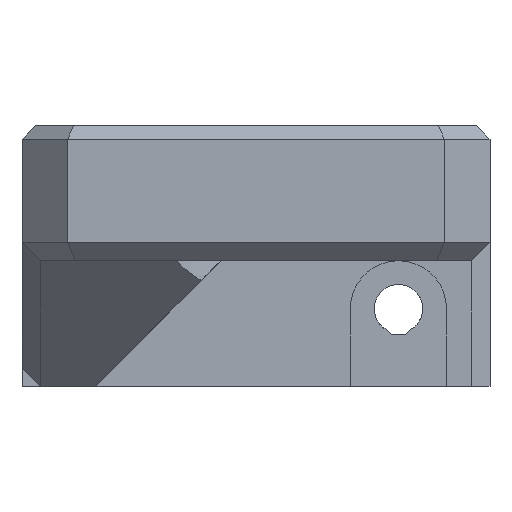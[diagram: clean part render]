
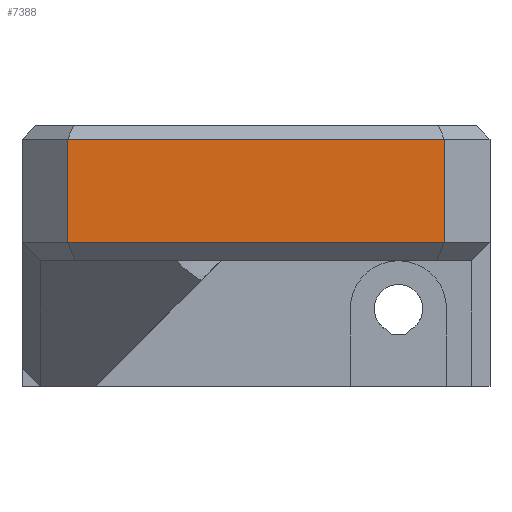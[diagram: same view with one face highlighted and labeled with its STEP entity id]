
A CAD part, front view. The second image highlights one B-rep face of the part: STEP entity #7388.
In plain terms, the highlighted planar face has unit normal (0, -1, 0).
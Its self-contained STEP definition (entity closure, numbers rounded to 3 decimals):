
#1561 = PLANE('',#1562);
#1562 = AXIS2_PLACEMENT_3D('',#1563,#1564,#1565);
#1563 = CARTESIAN_POINT('',(-155.,96.61,439.25));
#1564 = DIRECTION('',(0.,0.707,-0.707));
#1565 = DIRECTION('',(1.,0.,0.));
#2360 = PLANE('',#2361);
#2361 = AXIS2_PLACEMENT_3D('',#2362,#2363,#2364);
#2362 = CARTESIAN_POINT('',(-152.5,98.36,440.));
#2363 = DIRECTION('',(0.707,-0.707,0.));
#2364 = DIRECTION('',(0.,0.,-1.));
#4101 = PLANE('',#4102);
#4102 = AXIS2_PLACEMENT_3D('',#4103,#4104,#4105);
#4103 = CARTESIAN_POINT('',(-198.61,98.36,440.));
#4104 = DIRECTION('',(-0.707,-0.707,0.));
#4105 = DIRECTION('',(0.,0.,-1.));
#5428 = VERTEX_POINT('',#5429);
#5429 = CARTESIAN_POINT('',(-196.11,95.86,438.5));
#5502 = VERTEX_POINT('',#5503);
#5503 = CARTESIAN_POINT('',(-155.,95.86,438.5));
#5526 = EDGE_CURVE('',#5502,#5428,#5527,.T.);
#5527 = SURFACE_CURVE('',#5528,(#5532,#5539),.PCURVE_S1.);
#5528 = LINE('',#5529,#5530);
#5529 = CARTESIAN_POINT('',(-155.,95.86,438.5));
#5530 = VECTOR('',#5531,1.);
#5531 = DIRECTION('',(-1.,0.,0.));
#5532 = PCURVE('',#1561,#5533);
#5533 = DEFINITIONAL_REPRESENTATION('',(#5534),#5538);
#5534 = LINE('',#5535,#5536);
#5535 = CARTESIAN_POINT('',(0.,1.061));
#5536 = VECTOR('',#5537,1.);
#5537 = DIRECTION('',(-1.,0.));
#5538 = ( GEOMETRIC_REPRESENTATION_CONTEXT(2) 
PARAMETRIC_REPRESENTATION_CONTEXT() REPRESENTATION_CONTEXT('2D SPACE',''
  ) );
#5539 = PCURVE('',#5540,#5545);
#5540 = PLANE('',#5541);
#5541 = AXIS2_PLACEMENT_3D('',#5542,#5543,#5544);
#5542 = CARTESIAN_POINT('',(-150.,95.86,440.));
#5543 = DIRECTION('',(0.,1.,0.));
#5544 = DIRECTION('',(-1.,0.,0.));
#5545 = DEFINITIONAL_REPRESENTATION('',(#5546),#5550);
#5546 = LINE('',#5547,#5548);
#5547 = CARTESIAN_POINT('',(5.,-1.5));
#5548 = VECTOR('',#5549,1.);
#5549 = DIRECTION('',(1.,0.));
#5550 = ( GEOMETRIC_REPRESENTATION_CONTEXT(2) 
PARAMETRIC_REPRESENTATION_CONTEXT() REPRESENTATION_CONTEXT('2D SPACE',''
  ) );
#6097 = EDGE_CURVE('',#5502,#6098,#6100,.T.);
#6098 = VERTEX_POINT('',#6099);
#6099 = CARTESIAN_POINT('',(-155.,95.86,427.24));
#6100 = SURFACE_CURVE('',#6101,(#6105,#6112),.PCURVE_S1.);
#6101 = LINE('',#6102,#6103);
#6102 = CARTESIAN_POINT('',(-155.,95.86,440.));
#6103 = VECTOR('',#6104,1.);
#6104 = DIRECTION('',(0.,0.,-1.));
#6105 = PCURVE('',#2360,#6106);
#6106 = DEFINITIONAL_REPRESENTATION('',(#6107),#6111);
#6107 = LINE('',#6108,#6109);
#6108 = CARTESIAN_POINT('',(0.,-3.536));
#6109 = VECTOR('',#6110,1.);
#6110 = DIRECTION('',(1.,0.));
#6111 = ( GEOMETRIC_REPRESENTATION_CONTEXT(2) 
PARAMETRIC_REPRESENTATION_CONTEXT() REPRESENTATION_CONTEXT('2D SPACE',''
  ) );
#6112 = PCURVE('',#5540,#6113);
#6113 = DEFINITIONAL_REPRESENTATION('',(#6114),#6118);
#6114 = LINE('',#6115,#6116);
#6115 = CARTESIAN_POINT('',(5.,0.));
#6116 = VECTOR('',#6117,1.);
#6117 = DIRECTION('',(0.,-1.));
#6118 = ( GEOMETRIC_REPRESENTATION_CONTEXT(2) 
PARAMETRIC_REPRESENTATION_CONTEXT() REPRESENTATION_CONTEXT('2D SPACE',''
  ) );
#6565 = PLANE('',#6566);
#6566 = AXIS2_PLACEMENT_3D('',#6567,#6568,#6569);
#6567 = CARTESIAN_POINT('',(-196.11,96.86,426.24));
#6568 = DIRECTION('',(0.,0.707,0.707));
#6569 = DIRECTION('',(1.,0.,0.));
#7311 = VERTEX_POINT('',#7312);
#7312 = CARTESIAN_POINT('',(-196.11,95.86,427.24));
#7333 = EDGE_CURVE('',#5428,#7311,#7334,.T.);
#7334 = SURFACE_CURVE('',#7335,(#7339,#7346),.PCURVE_S1.);
#7335 = LINE('',#7336,#7337);
#7336 = CARTESIAN_POINT('',(-196.11,95.86,440.));
#7337 = VECTOR('',#7338,1.);
#7338 = DIRECTION('',(0.,0.,-1.));
#7339 = PCURVE('',#4101,#7340);
#7340 = DEFINITIONAL_REPRESENTATION('',(#7341),#7345);
#7341 = LINE('',#7342,#7343);
#7342 = CARTESIAN_POINT('',(-0.,3.536));
#7343 = VECTOR('',#7344,1.);
#7344 = DIRECTION('',(1.,0.));
#7345 = ( GEOMETRIC_REPRESENTATION_CONTEXT(2) 
PARAMETRIC_REPRESENTATION_CONTEXT() REPRESENTATION_CONTEXT('2D SPACE',''
  ) );
#7346 = PCURVE('',#5540,#7347);
#7347 = DEFINITIONAL_REPRESENTATION('',(#7348),#7352);
#7348 = LINE('',#7349,#7350);
#7349 = CARTESIAN_POINT('',(46.11,0.));
#7350 = VECTOR('',#7351,1.);
#7351 = DIRECTION('',(0.,-1.));
#7352 = ( GEOMETRIC_REPRESENTATION_CONTEXT(2) 
PARAMETRIC_REPRESENTATION_CONTEXT() REPRESENTATION_CONTEXT('2D SPACE',''
  ) );
#7388 = ADVANCED_FACE('',(#7389),#5540,.F.);
#7389 = FACE_BOUND('',#7390,.F.);
#7390 = EDGE_LOOP('',(#7391,#7392,#7413,#7414));
#7391 = ORIENTED_EDGE('',*,*,#6097,.T.);
#7392 = ORIENTED_EDGE('',*,*,#7393,.F.);
#7393 = EDGE_CURVE('',#7311,#6098,#7394,.T.);
#7394 = SURFACE_CURVE('',#7395,(#7399,#7406),.PCURVE_S1.);
#7395 = LINE('',#7396,#7397);
#7396 = CARTESIAN_POINT('',(-196.11,95.86,427.24));
#7397 = VECTOR('',#7398,1.);
#7398 = DIRECTION('',(1.,0.,0.));
#7399 = PCURVE('',#5540,#7400);
#7400 = DEFINITIONAL_REPRESENTATION('',(#7401),#7405);
#7401 = LINE('',#7402,#7403);
#7402 = CARTESIAN_POINT('',(46.11,-12.76));
#7403 = VECTOR('',#7404,1.);
#7404 = DIRECTION('',(-1.,0.));
#7405 = ( GEOMETRIC_REPRESENTATION_CONTEXT(2) 
PARAMETRIC_REPRESENTATION_CONTEXT() REPRESENTATION_CONTEXT('2D SPACE',''
  ) );
#7406 = PCURVE('',#6565,#7407);
#7407 = DEFINITIONAL_REPRESENTATION('',(#7408),#7412);
#7408 = LINE('',#7409,#7410);
#7409 = CARTESIAN_POINT('',(0.,-1.414));
#7410 = VECTOR('',#7411,1.);
#7411 = DIRECTION('',(1.,0.));
#7412 = ( GEOMETRIC_REPRESENTATION_CONTEXT(2) 
PARAMETRIC_REPRESENTATION_CONTEXT() REPRESENTATION_CONTEXT('2D SPACE',''
  ) );
#7413 = ORIENTED_EDGE('',*,*,#7333,.F.);
#7414 = ORIENTED_EDGE('',*,*,#5526,.F.);
